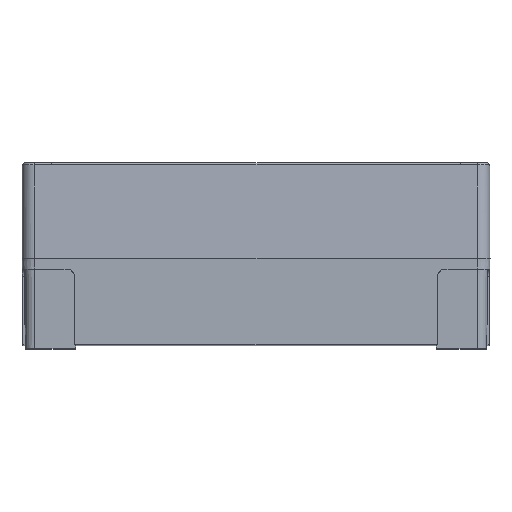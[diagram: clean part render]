
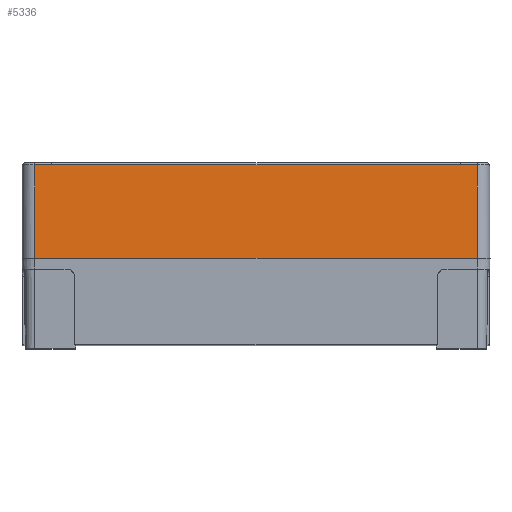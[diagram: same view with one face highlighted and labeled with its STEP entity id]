
A CAD part, top view. The second image highlights one B-rep face of the part: STEP entity #5336.
In plain terms, the highlighted planar face has unit normal (0, 0.052, 0.999).
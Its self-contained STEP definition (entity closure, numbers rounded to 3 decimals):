
#181 = PLANE ( 'NONE',  #668 ) ;
#579 = ORIENTED_EDGE ( 'NONE', *, *, #10951, .T. ) ;
#641 = LINE ( 'NONE', #10356, #11346 ) ;
#668 = AXIS2_PLACEMENT_3D ( 'NONE', #5655, #10935, #2901 ) ;
#1004 = EDGE_CURVE ( 'NONE', #9132, #9632, #1503, .T. ) ;
#1503 = LINE ( 'NONE', #10231, #11287 ) ;
#1570 = LINE ( 'NONE', #5091, #9737 ) ;
#1721 = VERTEX_POINT ( 'NONE', #6460 ) ;
#2279 = ORIENTED_EDGE ( 'NONE', *, *, #1004, .T. ) ;
#2401 = EDGE_CURVE ( 'NONE', #1721, #9233, #2484, .T. ) ;
#2484 = LINE ( 'NONE', #10459, #9755 ) ;
#2881 = CARTESIAN_POINT ( 'NONE',  ( -61.5, 0., 90. ) ) ;
#2901 = DIRECTION ( 'NONE',  ( 0., -0.999, 0.052 ) ) ;
#3356 = DIRECTION ( 'NONE',  ( 0., -0.999, 0.052 ) ) ;
#3476 = EDGE_LOOP ( 'NONE', ( #2279, #579, #4270, #8072 ) ) ;
#4270 = ORIENTED_EDGE ( 'NONE', *, *, #2401, .T. ) ;
#5091 = CARTESIAN_POINT ( 'NONE',  ( -61.5, 25.967, 88.639 ) ) ;
#5285 = CARTESIAN_POINT ( 'NONE',  ( 61.5, 25.967, 88.639 ) ) ;
#5336 = ADVANCED_FACE ( 'NONE', ( #9096 ), #181, .T. ) ;
#5655 = CARTESIAN_POINT ( 'NONE',  ( 0., 0., 90. ) ) ;
#6460 = CARTESIAN_POINT ( 'NONE',  ( -61.5, 25.967, 88.639 ) ) ;
#6855 = DIRECTION ( 'NONE',  ( -1., 0., 0. ) ) ;
#7644 = CARTESIAN_POINT ( 'NONE',  ( 61.5, 0., 90. ) ) ;
#8072 = ORIENTED_EDGE ( 'NONE', *, *, #8721, .T. ) ;
#8279 = DIRECTION ( 'NONE',  ( 0., 0.999, -0.052 ) ) ;
#8721 = EDGE_CURVE ( 'NONE', #9233, #9132, #641, .T. ) ;
#9096 = FACE_OUTER_BOUND ( 'NONE', #3476, .T. ) ;
#9132 = VERTEX_POINT ( 'NONE', #7644 ) ;
#9233 = VERTEX_POINT ( 'NONE', #2881 ) ;
#9632 = VERTEX_POINT ( 'NONE', #5285 ) ;
#9737 = VECTOR ( 'NONE', #6855, 1000. ) ;
#9755 = VECTOR ( 'NONE', #3356, 1000. ) ;
#10231 = CARTESIAN_POINT ( 'NONE',  ( 61.5, 0., 90. ) ) ;
#10301 = DIRECTION ( 'NONE',  ( 1., 0., 0. ) ) ;
#10356 = CARTESIAN_POINT ( 'NONE',  ( 0., 0., 90. ) ) ;
#10459 = CARTESIAN_POINT ( 'NONE',  ( -61.5, 0., 90. ) ) ;
#10935 = DIRECTION ( 'NONE',  ( 0., 0.052, 0.999 ) ) ;
#10951 = EDGE_CURVE ( 'NONE', #9632, #1721, #1570, .T. ) ;
#11287 = VECTOR ( 'NONE', #8279, 1000. ) ;
#11346 = VECTOR ( 'NONE', #10301, 1000. ) ;
